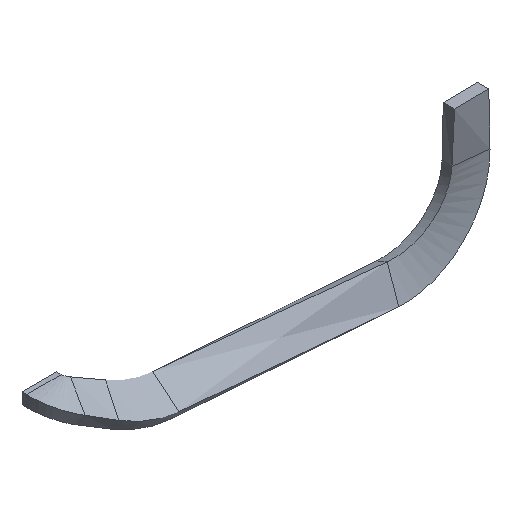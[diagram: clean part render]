
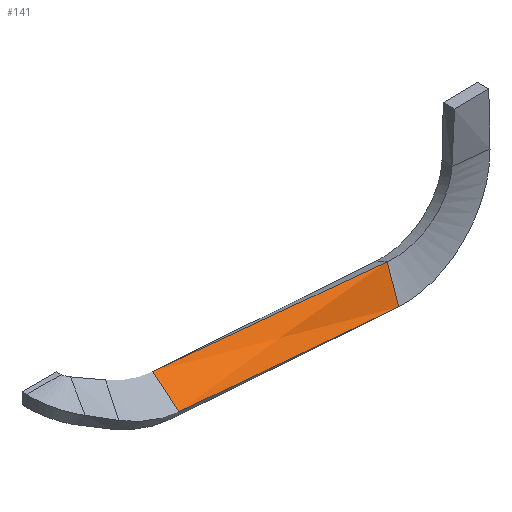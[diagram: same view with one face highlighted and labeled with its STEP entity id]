
A CAD part, isometric view. The second image highlights one B-rep face of the part: STEP entity #141.
In plain terms, the highlighted free-form (B-spline) face has degree [1, 2] with [2, 9] control points.
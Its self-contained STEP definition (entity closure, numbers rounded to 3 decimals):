
#5 = CARTESIAN_POINT ( 'NONE',  ( 23.121, 62.861, 11.143 ) ) ;
#24 = CARTESIAN_POINT ( 'NONE',  ( -0.802, 69.951, 19.451 ) ) ;
#69 = FACE_OUTER_BOUND ( 'NONE', #257, .T. ) ;
#87 = VERTEX_POINT ( 'NONE', #326 ) ;
#90 =( BOUNDED_CURVE ( )  B_SPLINE_CURVE ( 2, ( #570, #990, #648, #733, #102, #751, #96 ),
 .UNSPECIFIED., .F., .T. ) 
 B_SPLINE_CURVE_WITH_KNOTS ( ( 3, 2, 2, 3 ),
 ( 0., 0.25, 0.5, 0.634 ),
 .UNSPECIFIED. ) 
 CURVE ( )  GEOMETRIC_REPRESENTATION_ITEM ( )  RATIONAL_B_SPLINE_CURVE ( ( 1., 0.995, 1., 0.995, 1., 0.997, 0.997 ) ) 
 REPRESENTATION_ITEM ( '' )  );
#96 = CARTESIAN_POINT ( 'NONE',  ( 60.895, 67.514, 15.839 ) ) ;
#102 = CARTESIAN_POINT ( 'NONE',  ( 47.872, 68.063, 16.712 ) ) ;
#141 = ADVANCED_FACE ( 'NONE', ( #69 ), #243, .F. ) ;
#148 = CARTESIAN_POINT ( 'NONE',  ( -1.118, 62.433, 13.85 ) ) ;
#152 = EDGE_CURVE ( 'NONE', #191, #554, #90, .T. ) ;
#181 = CARTESIAN_POINT ( 'NONE',  ( 35.711, 68.572, 17.498 ) ) ;
#188 = CARTESIAN_POINT ( 'NONE',  ( 71.626, 64.249, 6.092 ) ) ;
#191 = VERTEX_POINT ( 'NONE', #841 ) ;
#201 = LINE ( 'NONE', #287, #420 ) ;
#226 = CARTESIAN_POINT ( 'NONE',  ( 47.368, 63.476, 8.545 ) ) ;
#243 =( BOUNDED_SURFACE ( )  B_SPLINE_SURFACE ( 1, 2, ( 
 ( #1013, #1002, #5, #485, #407, #653, #188, #265, #419 ),
 ( #24, #1007, #271, #181, #658, #584, #827, #579, #336 ) ),
 .UNSPECIFIED., .F., .F., .T. ) 
 B_SPLINE_SURFACE_WITH_KNOTS ( ( 2, 2 ),
 ( 3, 2, 2, 2, 3 ),
 ( 0., 1. ),
 ( 0., 0.25, 0.5, 0.75, 1. ),
 .UNSPECIFIED. ) 
 GEOMETRIC_REPRESENTATION_ITEM ( )  RATIONAL_B_SPLINE_SURFACE ( (
 ( 1., 0.995, 1., 0.995, 1., 0.995, 1., 0.995, 1.),
 ( 1., 0.995, 1., 0.995, 1., 0.995, 1., 0.995, 1.) ) ) 
 REPRESENTATION_ITEM ( '' )  SURFACE ( )  );
#257 = EDGE_LOOP ( 'NONE', ( #449, #311, #992, #415 ) ) ;
#265 = CARTESIAN_POINT ( 'NONE',  ( 83.757, 64.672, 4.907 ) ) ;
#271 = CARTESIAN_POINT ( 'NONE',  ( 23.542, 69.049, 18.18 ) ) ;
#281 = DIRECTION ( 'NONE',  ( 0.057, 0.388, 0.92 ) ) ;
#287 = CARTESIAN_POINT ( 'NONE',  ( 60.895, 67.514, 15.839 ) ) ;
#311 = ORIENTED_EDGE ( 'NONE', *, *, #509, .F. ) ;
#326 = CARTESIAN_POINT ( 'NONE',  ( 60.358, 63.872, 7.211 ) ) ;
#336 = CARTESIAN_POINT ( 'NONE',  ( 96.484, 66.01, 13.137 ) ) ;
#346 =( BOUNDED_CURVE ( )  B_SPLINE_CURVE ( 2, ( #381, #793, #968, #385, #226, #543, #885 ),
 .UNSPECIFIED., .F., .T. ) 
 B_SPLINE_CURVE_WITH_KNOTS ( ( 3, 2, 2, 3 ),
 ( 0., 0.25, 0.5, 0.634 ),
 .UNSPECIFIED. ) 
 CURVE ( )  GEOMETRIC_REPRESENTATION_ITEM ( )  RATIONAL_B_SPLINE_CURVE ( ( 1., 0.995, 1., 0.995, 1., 0.997, 0.997 ) ) 
 REPRESENTATION_ITEM ( '' )  );
#370 = CARTESIAN_POINT ( 'NONE',  ( 60.895, 67.514, 15.839 ) ) ;
#381 = CARTESIAN_POINT ( 'NONE',  ( -1.118, 62.433, 13.85 ) ) ;
#385 = CARTESIAN_POINT ( 'NONE',  ( 35.242, 63.125, 9.812 ) ) ;
#407 = CARTESIAN_POINT ( 'NONE',  ( 47.368, 63.476, 8.545 ) ) ;
#415 = ORIENTED_EDGE ( 'NONE', *, *, #884, .T. ) ;
#419 = CARTESIAN_POINT ( 'NONE',  ( 95.896, 65.148, 3.815 ) ) ;
#420 = VECTOR ( 'NONE', #281, 1000. ) ;
#449 = ORIENTED_EDGE ( 'NONE', *, *, #152, .F. ) ;
#485 = CARTESIAN_POINT ( 'NONE',  ( 35.242, 63.125, 9.812 ) ) ;
#499 = LINE ( 'NONE', #567, #963 ) ;
#509 = EDGE_CURVE ( 'NONE', #692, #191, #499, .T. ) ;
#543 = CARTESIAN_POINT ( 'NONE',  ( 53.844, 63.663, 7.868 ) ) ;
#554 = VERTEX_POINT ( 'NONE', #370 ) ;
#567 = CARTESIAN_POINT ( 'NONE',  ( -0.802, 69.951, 19.451 ) ) ;
#570 = CARTESIAN_POINT ( 'NONE',  ( -0.802, 69.951, 19.451 ) ) ;
#579 = CARTESIAN_POINT ( 'NONE',  ( 84.339, 66.516, 14.138 ) ) ;
#584 = CARTESIAN_POINT ( 'NONE',  ( 60.033, 67.553, 15.926 ) ) ;
#648 = CARTESIAN_POINT ( 'NONE',  ( 23.542, 69.049, 18.18 ) ) ;
#653 = CARTESIAN_POINT ( 'NONE',  ( 59.494, 63.827, 7.278 ) ) ;
#658 = CARTESIAN_POINT ( 'NONE',  ( 47.872, 68.063, 16.712 ) ) ;
#692 = VERTEX_POINT ( 'NONE', #148 ) ;
#733 = CARTESIAN_POINT ( 'NONE',  ( 35.711, 68.572, 17.498 ) ) ;
#751 = CARTESIAN_POINT ( 'NONE',  ( 54.367, 67.791, 16.292 ) ) ;
#793 = CARTESIAN_POINT ( 'NONE',  ( 11., 62.598, 12.474 ) ) ;
#814 = DIRECTION ( 'NONE',  ( 0.034, 0.801, 0.597 ) ) ;
#827 = CARTESIAN_POINT ( 'NONE',  ( 72.186, 67.035, 15.032 ) ) ;
#841 = CARTESIAN_POINT ( 'NONE',  ( -0.802, 69.951, 19.451 ) ) ;
#884 = EDGE_CURVE ( 'NONE', #87, #554, #201, .T. ) ;
#885 = CARTESIAN_POINT ( 'NONE',  ( 60.358, 63.872, 7.211 ) ) ;
#963 = VECTOR ( 'NONE', #814, 1000. ) ;
#968 = CARTESIAN_POINT ( 'NONE',  ( 23.121, 62.861, 11.143 ) ) ;
#990 = CARTESIAN_POINT ( 'NONE',  ( 11.374, 69.526, 18.863 ) ) ;
#992 = ORIENTED_EDGE ( 'NONE', *, *, #1040, .T. ) ;
#1002 = CARTESIAN_POINT ( 'NONE',  ( 11., 62.598, 12.474 ) ) ;
#1007 = CARTESIAN_POINT ( 'NONE',  ( 11.374, 69.526, 18.863 ) ) ;
#1013 = CARTESIAN_POINT ( 'NONE',  ( -1.118, 62.433, 13.85 ) ) ;
#1040 = EDGE_CURVE ( 'NONE', #692, #87, #346, .T. ) ;
